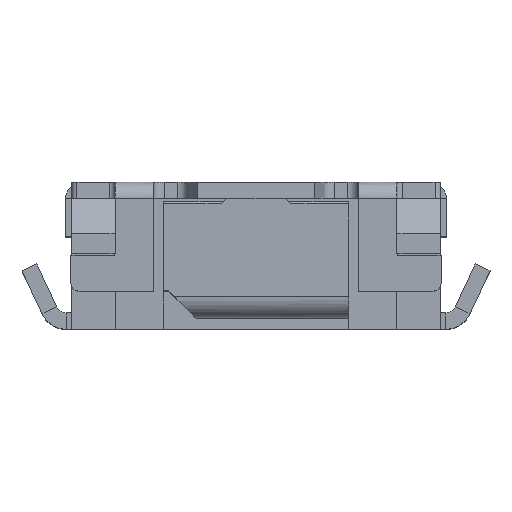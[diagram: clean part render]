
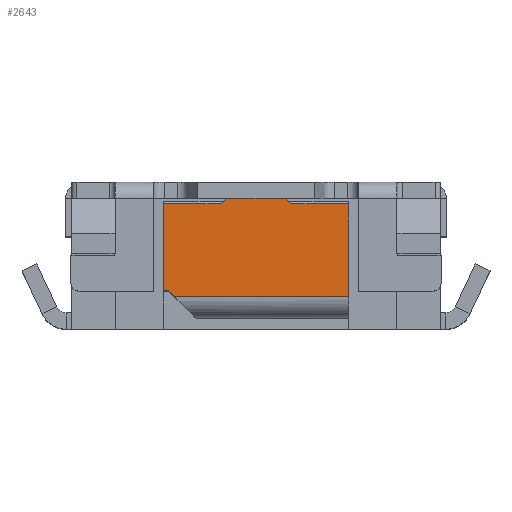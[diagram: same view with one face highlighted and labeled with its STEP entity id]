
A CAD part, top view. The second image highlights one B-rep face of the part: STEP entity #2643.
In plain terms, the highlighted planar face has unit normal (0, 0, 1).
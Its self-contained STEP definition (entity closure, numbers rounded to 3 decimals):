
#11 = LINE ( 'NONE', #5946, #527 ) ;
#18 = DIRECTION ( 'NONE',  ( -1., 0., 0. ) ) ;
#187 = EDGE_CURVE ( 'NONE', #7340, #1634, #6648, .T. ) ;
#374 = VECTOR ( 'NONE', #9966, 1000. ) ;
#527 = VECTOR ( 'NONE', #10079, 1000. ) ;
#570 = VECTOR ( 'NONE', #9644, 1000. ) ;
#655 = ORIENTED_EDGE ( 'NONE', *, *, #5178, .F. ) ;
#688 = VECTOR ( 'NONE', #6283, 1000. ) ;
#1168 = ORIENTED_EDGE ( 'NONE', *, *, #8007, .T. ) ;
#1171 = VERTEX_POINT ( 'NONE', #7262 ) ;
#1406 = EDGE_CURVE ( 'NONE', #9153, #1171, #11, .T. ) ;
#1573 = CARTESIAN_POINT ( 'NONE',  ( -0.85, 0.35, 2.1 ) ) ;
#1634 = VERTEX_POINT ( 'NONE', #1573 ) ;
#2051 = ORIENTED_EDGE ( 'NONE', *, *, #187, .T. ) ;
#2317 = CARTESIAN_POINT ( 'NONE',  ( -0.85, 1.2, 2.1 ) ) ;
#2377 = ORIENTED_EDGE ( 'NONE', *, *, #4253, .F. ) ;
#2511 = LINE ( 'NONE', #7282, #570 ) ;
#2526 = VERTEX_POINT ( 'NONE', #3659 ) ;
#2580 = DIRECTION ( 'NONE',  ( 0.707, -0.707, 0. ) ) ;
#2643 = ADVANCED_FACE ( 'NONE', ( #3470 ), #2922, .F. ) ;
#2922 = PLANE ( 'NONE',  #9104 ) ;
#3055 = DIRECTION ( 'NONE',  ( -0.707, -0.707, 0. ) ) ;
#3099 = EDGE_CURVE ( 'NONE', #1171, #1634, #6023, .T. ) ;
#3470 = FACE_OUTER_BOUND ( 'NONE', #4835, .T. ) ;
#3518 = CARTESIAN_POINT ( 'NONE',  ( 0.85, 1.15, 2.1 ) ) ;
#3659 = CARTESIAN_POINT ( 'NONE',  ( 0.27, 1.2, 2.1 ) ) ;
#3978 = CARTESIAN_POINT ( 'NONE',  ( -0.85, 1.15, 2.1 ) ) ;
#3996 = ORIENTED_EDGE ( 'NONE', *, *, #5598, .T. ) ;
#4097 = CARTESIAN_POINT ( 'NONE',  ( 0.85, 0.3, 2.1 ) ) ;
#4156 = VERTEX_POINT ( 'NONE', #10419 ) ;
#4253 = EDGE_CURVE ( 'NONE', #7534, #4156, #7670, .T. ) ;
#4584 = VECTOR ( 'NONE', #2580, 1000. ) ;
#4603 = CARTESIAN_POINT ( 'NONE',  ( -0.3, 1.17, 2.1 ) ) ;
#4721 = VECTOR ( 'NONE', #7375, 1000. ) ;
#4835 = EDGE_LOOP ( 'NONE', ( #2051, #7202, #8143, #10351, #2377, #655, #9874, #1168, #7646, #3996 ) ) ;
#4860 = VERTEX_POINT ( 'NONE', #6940 ) ;
#4988 = VECTOR ( 'NONE', #6500, 1000. ) ;
#5081 = CARTESIAN_POINT ( 'NONE',  ( 0.85, 1.2, 2.1 ) ) ;
#5098 = CARTESIAN_POINT ( 'NONE',  ( 0.3, 1.17, 2.1 ) ) ;
#5178 = EDGE_CURVE ( 'NONE', #10150, #7534, #2511, .T. ) ;
#5598 = EDGE_CURVE ( 'NONE', #4860, #7340, #6754, .T. ) ;
#5666 = DIRECTION ( 'NONE',  ( 0., -1., 0. ) ) ;
#5946 = CARTESIAN_POINT ( 'NONE',  ( -0.8, 0.35, 2.1 ) ) ;
#6023 = LINE ( 'NONE', #9091, #10137 ) ;
#6118 = LINE ( 'NONE', #5098, #4584 ) ;
#6224 = DIRECTION ( 'NONE',  ( 0., 0., -1. ) ) ;
#6283 = DIRECTION ( 'NONE',  ( -1., 0., 0. ) ) ;
#6500 = DIRECTION ( 'NONE',  ( 0., -1., 0. ) ) ;
#6615 = EDGE_CURVE ( 'NONE', #9926, #4860, #10584, .T. ) ;
#6648 = LINE ( 'NONE', #2317, #10614 ) ;
#6754 = LINE ( 'NONE', #7903, #688 ) ;
#6940 = CARTESIAN_POINT ( 'NONE',  ( -0.32, 1.15, 2.1 ) ) ;
#7033 = CARTESIAN_POINT ( 'NONE',  ( 0.32, 1.15, 2.1 ) ) ;
#7202 = ORIENTED_EDGE ( 'NONE', *, *, #3099, .F. ) ;
#7233 = CARTESIAN_POINT ( 'NONE',  ( 0.85, 1.2, 2.1 ) ) ;
#7262 = CARTESIAN_POINT ( 'NONE',  ( -0.8, 0.35, 2.1 ) ) ;
#7282 = CARTESIAN_POINT ( 'NONE',  ( 0.3, 1.15, 2.1 ) ) ;
#7340 = VERTEX_POINT ( 'NONE', #3978 ) ;
#7375 = DIRECTION ( 'NONE',  ( -1., 0., 0. ) ) ;
#7534 = VERTEX_POINT ( 'NONE', #3518 ) ;
#7544 = CARTESIAN_POINT ( 'NONE',  ( -0.27, 1.2, 2.1 ) ) ;
#7591 = LINE ( 'NONE', #5081, #374 ) ;
#7646 = ORIENTED_EDGE ( 'NONE', *, *, #6615, .T. ) ;
#7670 = LINE ( 'NONE', #7233, #4988 ) ;
#7903 = CARTESIAN_POINT ( 'NONE',  ( -0.3, 1.15, 2.1 ) ) ;
#8007 = EDGE_CURVE ( 'NONE', #2526, #9926, #7591, .T. ) ;
#8143 = ORIENTED_EDGE ( 'NONE', *, *, #1406, .F. ) ;
#8758 = VECTOR ( 'NONE', #3055, 1000. ) ;
#9091 = CARTESIAN_POINT ( 'NONE',  ( -0.85, 0.35, 2.1 ) ) ;
#9104 = AXIS2_PLACEMENT_3D ( 'NONE', #9374, #6224, #10444 ) ;
#9110 = LINE ( 'NONE', #4097, #4721 ) ;
#9153 = VERTEX_POINT ( 'NONE', #10339 ) ;
#9374 = CARTESIAN_POINT ( 'NONE',  ( 0.85, 1.2, 2.1 ) ) ;
#9644 = DIRECTION ( 'NONE',  ( 1., 0., 0. ) ) ;
#9822 = EDGE_CURVE ( 'NONE', #4156, #9153, #9110, .T. ) ;
#9869 = EDGE_CURVE ( 'NONE', #2526, #10150, #6118, .T. ) ;
#9874 = ORIENTED_EDGE ( 'NONE', *, *, #9869, .F. ) ;
#9926 = VERTEX_POINT ( 'NONE', #7544 ) ;
#9966 = DIRECTION ( 'NONE',  ( -1., 0., 0. ) ) ;
#10079 = DIRECTION ( 'NONE',  ( -0.707, 0.707, 0. ) ) ;
#10137 = VECTOR ( 'NONE', #18, 1000. ) ;
#10150 = VERTEX_POINT ( 'NONE', #7033 ) ;
#10339 = CARTESIAN_POINT ( 'NONE',  ( -0.75, 0.3, 2.1 ) ) ;
#10351 = ORIENTED_EDGE ( 'NONE', *, *, #9822, .F. ) ;
#10419 = CARTESIAN_POINT ( 'NONE',  ( 0.85, 0.3, 2.1 ) ) ;
#10444 = DIRECTION ( 'NONE',  ( -1., 0., 0. ) ) ;
#10584 = LINE ( 'NONE', #4603, #8758 ) ;
#10614 = VECTOR ( 'NONE', #5666, 1000. ) ;
